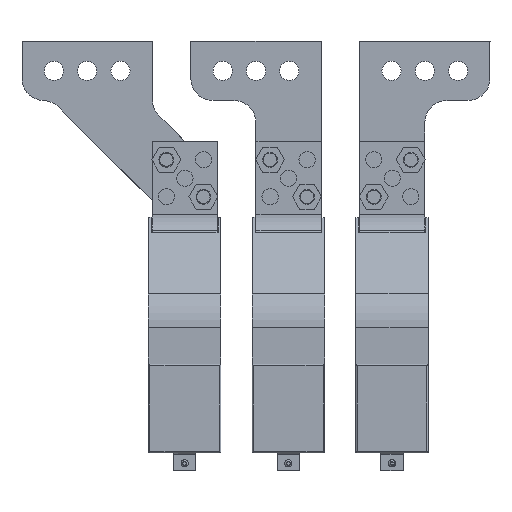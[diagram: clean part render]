
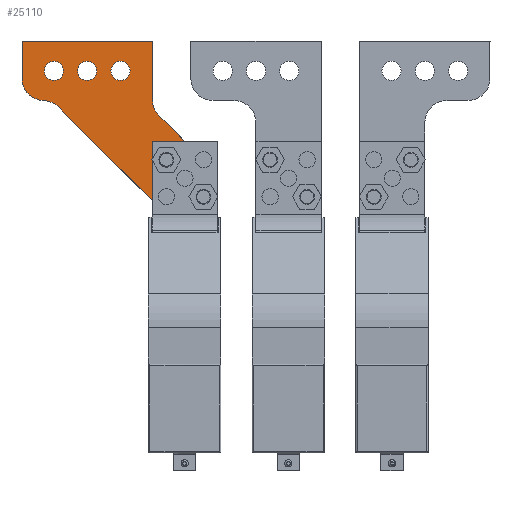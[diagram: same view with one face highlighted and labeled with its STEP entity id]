
A CAD part, front view. The second image highlights one B-rep face of the part: STEP entity #25110.
In plain terms, the highlighted planar face has unit normal (0, -1, 0).
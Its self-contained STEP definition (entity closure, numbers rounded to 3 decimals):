
#21089=DIRECTION('',(0.,0.,-1.));
#21090=VECTOR('',#21089,40.308);
#21091=CARTESIAN_POINT('',(-91.842,-34.,
411.002));
#21092=LINE('',#21091,#21090);
#21200=CARTESIAN_POINT('',(-158.338,-34.,
458.507));
#21201=DIRECTION('',(0.,-1.,0.));
#21202=DIRECTION('',(-1.,0.,0.));
#21203=AXIS2_PLACEMENT_3D('',#21200,#21201,#21202);
#21205=CARTESIAN_POINT('',(-158.338,-34.,
458.507));
#21206=DIRECTION('',(0.,-1.,0.));
#21207=DIRECTION('',(1.,0.,0.));
#21208=AXIS2_PLACEMENT_3D('',#21205,#21206,#21207);
#21210=CARTESIAN_POINT('',(-135.838,-34.,
458.505));
#21211=DIRECTION('',(0.,-1.,0.));
#21212=DIRECTION('',(-1.,0.,0.));
#21213=AXIS2_PLACEMENT_3D('',#21210,#21211,#21212);
#21215=CARTESIAN_POINT('',(-135.838,-34.,
458.505));
#21216=DIRECTION('',(0.,-1.,0.));
#21217=DIRECTION('',(1.,0.,0.));
#21218=AXIS2_PLACEMENT_3D('',#21215,#21216,#21217);
#21220=CARTESIAN_POINT('',(-113.338,-34.,
458.503));
#21221=DIRECTION('',(0.,-1.,0.));
#21222=DIRECTION('',(-1.,0.,0.));
#21223=AXIS2_PLACEMENT_3D('',#21220,#21221,#21222);
#21225=CARTESIAN_POINT('',(-113.338,-34.,
458.503));
#21226=DIRECTION('',(0.,-1.,0.));
#21227=DIRECTION('',(1.,0.,0.));
#21228=AXIS2_PLACEMENT_3D('',#21225,#21226,#21227);
#21230=DIRECTION('',(-0.707,0.,0.707));
#21231=VECTOR('',#21230,89.708);
#21232=CARTESIAN_POINT('',(-91.845,-34.,
370.693));
#21233=LINE('',#21232,#21231);
#21234=CARTESIAN_POINT('',(-165.88,-34.,
423.525));
#21235=DIRECTION('',(0.,-1.,0.));
#21236=DIRECTION('',(0.707,0.,0.707));
#21237=AXIS2_PLACEMENT_3D('',#21234,#21235,#21236);
#21239=CARTESIAN_POINT('',(-164.839,-34.,
453.507));
#21240=DIRECTION('',(0.,1.,0.));
#21241=DIRECTION('',(-0.035,0.,-0.999));
#21242=AXIS2_PLACEMENT_3D('',#21239,#21240,#21241);
#21244=CARTESIAN_POINT('',(-76.84,-34.,
439.131));
#21245=DIRECTION('',(0.,-1.,0.));
#21246=DIRECTION('',(-1.,0.,0.));
#21247=AXIS2_PLACEMENT_3D('',#21244,#21245,#21246);
#21249=DIRECTION('',(0.707,0.,-0.707));
#21250=VECTOR('',#21249,24.782);
#21251=CARTESIAN_POINT('',(-87.447,-34.,
428.525));
#21252=LINE('',#21251,#21250);
#21347=DIRECTION('',(0.,0.,-1.));
#21348=VECTOR('',#21347,25.);
#21349=CARTESIAN_POINT('',(-179.837,-34.,
478.508));
#21350=LINE('',#21349,#21348);
#21363=DIRECTION('',(-1.,0.,0.));
#21364=VECTOR('',#21363,88.);
#21365=CARTESIAN_POINT('',(-91.837,-34.,
478.502));
#21366=LINE('',#21365,#21364);
#21371=DIRECTION('',(0.,0.,1.));
#21372=VECTOR('',#21371,39.37);
#21373=CARTESIAN_POINT('',(-91.84,-34.,
439.132));
#21374=LINE('',#21373,#21372);
#21607=DIRECTION('',(1.,0.,0.));
#21608=VECTOR('',#21607,21.917);
#21609=CARTESIAN_POINT('',(-91.842,-34.,
411.002));
#21610=LINE('',#21609,#21608);
#24539=CARTESIAN_POINT('',(-155.273,-34.,
434.131));
#24540=CARTESIAN_POINT('',(-165.359,-34.,
438.516));
#24541=VERTEX_POINT('',#24539);
#24542=VERTEX_POINT('',#24540);
#24543=CARTESIAN_POINT('',(-179.839,-34.,
453.508));
#24544=VERTEX_POINT('',#24543);
#24545=CARTESIAN_POINT('',(-91.84,-34.,
439.132));
#24546=CARTESIAN_POINT('',(-87.447,-34.,
428.525));
#24547=VERTEX_POINT('',#24545);
#24548=VERTEX_POINT('',#24546);
#24549=CARTESIAN_POINT('',(-164.838,-34.,
458.507));
#24550=CARTESIAN_POINT('',(-151.838,-34.,
458.506));
#24551=VERTEX_POINT('',#24549);
#24552=VERTEX_POINT('',#24550);
#24553=CARTESIAN_POINT('',(-142.338,-34.,
458.505));
#24554=CARTESIAN_POINT('',(-129.338,-34.,
458.504));
#24555=VERTEX_POINT('',#24553);
#24556=VERTEX_POINT('',#24554);
#24557=CARTESIAN_POINT('',(-119.838,-34.,
458.504));
#24558=CARTESIAN_POINT('',(-106.838,-34.,
458.503));
#24559=VERTEX_POINT('',#24557);
#24560=VERTEX_POINT('',#24558);
#24597=CARTESIAN_POINT('',(-179.837,-34.,
478.508));
#24598=VERTEX_POINT('',#24597);
#24599=CARTESIAN_POINT('',(-91.837,-34.,
478.502));
#24600=VERTEX_POINT('',#24599);
#24767=CARTESIAN_POINT('',(-91.842,-34.,
411.002));
#24768=CARTESIAN_POINT('',(-69.925,-34.,
411.));
#24769=VERTEX_POINT('',#24767);
#24770=VERTEX_POINT('',#24768);
#24771=CARTESIAN_POINT('',(-91.845,-34.,
370.693));
#24773=VERTEX_POINT('',#24771);
#25066=CARTESIAN_POINT('',(-113.841,-34.,
420.253));
#25067=DIRECTION('',(0.,1.,0.));
#25068=DIRECTION('',(-1.,0.,0.));
#25069=AXIS2_PLACEMENT_3D('',#25066,#25067,#25068);
#25070=PLANE('',#25069);
#25072=ORIENTED_EDGE('',*,*,#25071,.F.);
#25073=ORIENTED_EDGE('',*,*,#24918,.T.);
#25075=ORIENTED_EDGE('',*,*,#25074,.T.);
#25077=ORIENTED_EDGE('',*,*,#25076,.T.);
#25079=ORIENTED_EDGE('',*,*,#25078,.T.);
#25081=ORIENTED_EDGE('',*,*,#25080,.F.);
#25083=ORIENTED_EDGE('',*,*,#25082,.F.);
#25085=ORIENTED_EDGE('',*,*,#25084,.F.);
#25087=ORIENTED_EDGE('',*,*,#25086,.T.);
#25089=ORIENTED_EDGE('',*,*,#25088,.T.);
#25090=EDGE_LOOP('',(#25072,#25073,#25075,#25077,#25079,#25081,#25083,#25085,
#25087,#25089));
#25091=FACE_OUTER_BOUND('',#25090,.F.);
#25093=ORIENTED_EDGE('',*,*,#25092,.T.);
#25095=ORIENTED_EDGE('',*,*,#25094,.T.);
#25096=EDGE_LOOP('',(#25093,#25095));
#25097=FACE_BOUND('',#25096,.F.);
#25099=ORIENTED_EDGE('',*,*,#25098,.T.);
#25101=ORIENTED_EDGE('',*,*,#25100,.T.);
#25102=EDGE_LOOP('',(#25099,#25101));
#25103=FACE_BOUND('',#25102,.F.);
#25105=ORIENTED_EDGE('',*,*,#25104,.T.);
#25107=ORIENTED_EDGE('',*,*,#25106,.T.);
#25108=EDGE_LOOP('',(#25105,#25107));
#25109=FACE_BOUND('',#25108,.F.);
#21204=CIRCLE('',#21203,6.5);
#21209=CIRCLE('',#21208,6.5);
#21214=CIRCLE('',#21213,6.5);
#21219=CIRCLE('',#21218,6.5);
#21224=CIRCLE('',#21223,6.5);
#21229=CIRCLE('',#21228,6.5);
#21238=CIRCLE('',#21237,15.);
#21243=CIRCLE('',#21242,15.);
#21248=CIRCLE('',#21247,15.);
#24918=EDGE_CURVE('',#24769,#24773,#21092,.T.);
#25071=EDGE_CURVE('',#24769,#24770,#21610,.T.);
#25074=EDGE_CURVE('',#24773,#24541,#21233,.T.);
#25076=EDGE_CURVE('',#24541,#24542,#21238,.T.);
#25078=EDGE_CURVE('',#24542,#24544,#21243,.T.);
#25080=EDGE_CURVE('',#24598,#24544,#21350,.T.);
#25082=EDGE_CURVE('',#24600,#24598,#21366,.T.);
#25084=EDGE_CURVE('',#24547,#24600,#21374,.T.);
#25086=EDGE_CURVE('',#24547,#24548,#21248,.T.);
#25088=EDGE_CURVE('',#24548,#24770,#21252,.T.);
#25092=EDGE_CURVE('',#24551,#24552,#21204,.T.);
#25094=EDGE_CURVE('',#24552,#24551,#21209,.T.);
#25098=EDGE_CURVE('',#24555,#24556,#21214,.T.);
#25100=EDGE_CURVE('',#24556,#24555,#21219,.T.);
#25104=EDGE_CURVE('',#24559,#24560,#21224,.T.);
#25106=EDGE_CURVE('',#24560,#24559,#21229,.T.);
#25110=ADVANCED_FACE('',(#25091,#25097,#25103,#25109),#25070,.F.);
